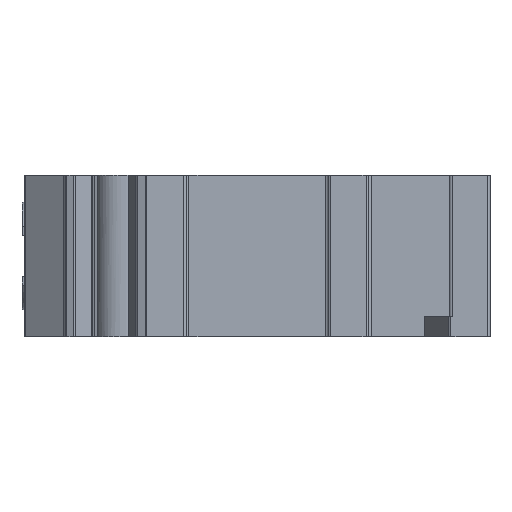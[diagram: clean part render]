
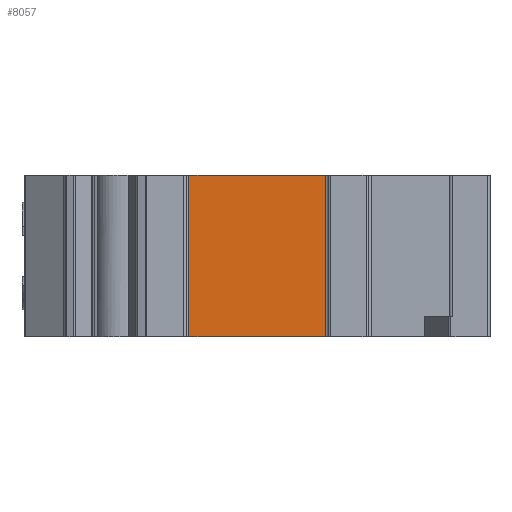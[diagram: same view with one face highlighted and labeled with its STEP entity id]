
A CAD part, left-side view. The second image highlights one B-rep face of the part: STEP entity #8057.
In plain terms, the highlighted planar face has unit normal (-1, 0, 0).
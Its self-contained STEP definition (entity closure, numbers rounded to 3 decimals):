
#162=PLANE('',#8784);
#652=FACE_OUTER_BOUND('',#1142,.T.);
#1142=EDGE_LOOP('',(#6480,#6481,#6482,#6483));
#1653=LINE('',#12458,#2463);
#1770=LINE('',#12885,#2580);
#1886=LINE('',#13226,#2696);
#1887=LINE('',#13228,#2697);
#2463=VECTOR('',#9988,13.5);
#2580=VECTOR('',#10251,13.5);
#2696=VECTOR('',#10491,16.);
#2697=VECTOR('',#10494,16.);
#3624=VERTEX_POINT('',#12455);
#3625=VERTEX_POINT('',#12457);
#3816=VERTEX_POINT('',#12882);
#3817=VERTEX_POINT('',#12884);
#4529=EDGE_CURVE('',#3624,#3625,#1653,.T.);
#4728=EDGE_CURVE('',#3816,#3817,#1770,.T.);
#4876=EDGE_CURVE('',#3817,#3624,#1886,.T.);
#4877=EDGE_CURVE('',#3625,#3816,#1887,.T.);
#6480=ORIENTED_EDGE('',*,*,#4876,.F.);
#6481=ORIENTED_EDGE('',*,*,#4728,.F.);
#6482=ORIENTED_EDGE('',*,*,#4877,.F.);
#6483=ORIENTED_EDGE('',*,*,#4529,.F.);
#8057=ADVANCED_FACE('',(#652),#162,.T.);
#8784=AXIS2_PLACEMENT_3D('',#13227,#10492,#10493);
#9988=DIRECTION('',(0.,-1.,0.));
#10251=DIRECTION('',(0.,1.,0.));
#10491=DIRECTION('',(0.,0.,1.));
#10492=DIRECTION('center_axis',(-1.,0.,0.));
#10493=DIRECTION('ref_axis',(0.,-1.,0.));
#10494=DIRECTION('',(0.,0.,-1.));
#12455=CARTESIAN_POINT('',(-40.2,8.75,8.));
#12457=CARTESIAN_POINT('',(-40.2,-4.75,8.));
#12458=CARTESIAN_POINT('',(-40.2,9.,8.));
#12882=CARTESIAN_POINT('',(-40.2,-4.75,-8.));
#12884=CARTESIAN_POINT('',(-40.2,8.75,-8.));
#12885=CARTESIAN_POINT('',(-40.2,9.,-8.));
#13226=CARTESIAN_POINT('',(-40.2,8.75,0.));
#13227=CARTESIAN_POINT('Origin',(-40.2,9.,0.));
#13228=CARTESIAN_POINT('',(-40.2,-4.75,0.));
